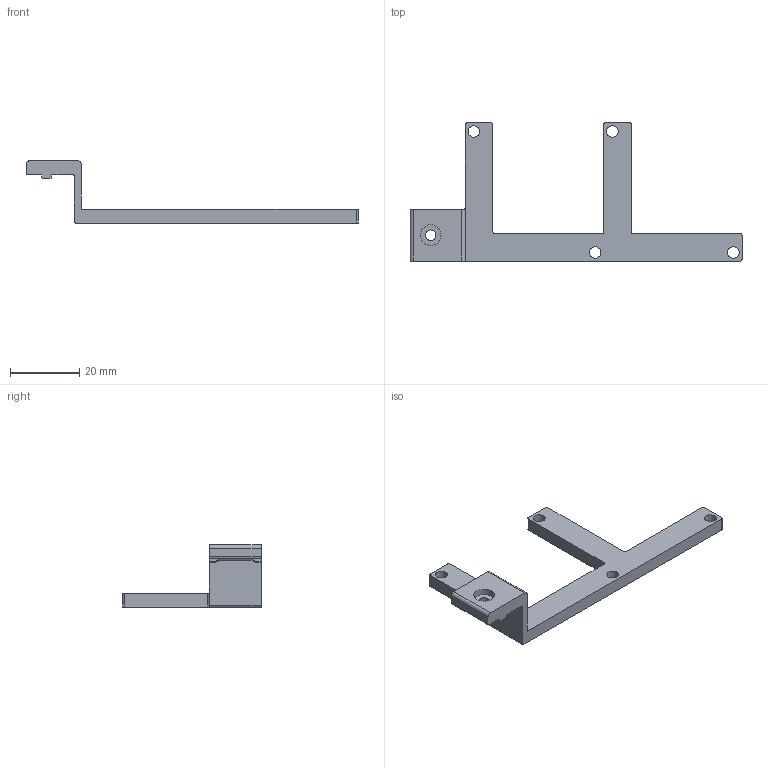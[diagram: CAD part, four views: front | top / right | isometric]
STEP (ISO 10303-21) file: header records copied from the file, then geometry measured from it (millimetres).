
FILE_DESCRIPTION(/* description */ (''),/* implementation_level */ '2;1');
FILE_NAME(/* name */ 'Micron_4010_Bed_FAN_v1.step',/* time_stamp */ '2023-07-07T12:58:40+02:00',/* author */ (''),/* organization */ (''),/* preprocessor_version */ 'ST-DEVELOPER v19.2',/* originating_system */ 'Autodesk Translation Framework v12.6.0.85',/* authorisation */ '');
FILE_SCHEMA (('AUTOMOTIVE_DESIGN { 1 0 10303 214 3 1 1 }'));
Length unit declared in the file: millimetre
Products named in the file (1): Micron_4010_Bed_FAN
Bounding box: 96 x 40 x 18 mm (x, y, z)
Volume: 5782.9 mm3; surface area: 4728.7 mm2
Topology: 1 solids, 1 shells, 62 faces, 169 edges, 110 vertices
Faces by surface type: cylinder 31, plane 27, torus 4
Full cylindrical faces by diameter (mm): 3 x1, 3.35 x4, 6 x1
Entity records: 2028 total; most frequent: DIRECTION 361, CARTESIAN_POINT 342, ORIENTED_EDGE 338, EDGE_CURVE 169, AXIS2_PLACEMENT_3D 129, VERTEX_POINT 110, LINE 103, VECTOR 103
